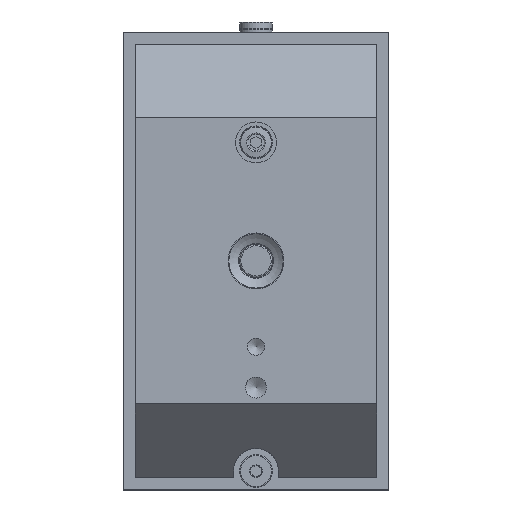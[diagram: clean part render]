
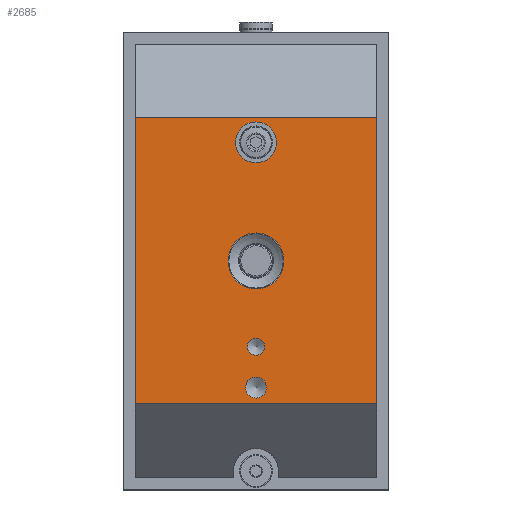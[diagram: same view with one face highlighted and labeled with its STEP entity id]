
A CAD part, top view. The second image highlights one B-rep face of the part: STEP entity #2685.
In plain terms, the highlighted planar face has unit normal (0, 0, 1).
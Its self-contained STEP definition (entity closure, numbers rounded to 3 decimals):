
#98=LINE('',#3748,#230);
#99=LINE('',#3751,#231);
#100=LINE('',#3753,#232);
#101=LINE('',#3755,#233);
#230=VECTOR('',#3121,1000.);
#231=VECTOR('',#3122,1000.);
#232=VECTOR('',#3123,1000.);
#233=VECTOR('',#3124,1000.);
#362=PLANE('',#2857);
#453=ORIENTED_EDGE('',*,*,#914,.T.);
#454=ORIENTED_EDGE('',*,*,#915,.T.);
#455=ORIENTED_EDGE('',*,*,#916,.T.);
#456=ORIENTED_EDGE('',*,*,#917,.T.);
#457=ORIENTED_EDGE('',*,*,#918,.T.);
#458=ORIENTED_EDGE('',*,*,#919,.T.);
#459=ORIENTED_EDGE('',*,*,#920,.T.);
#460=ORIENTED_EDGE('',*,*,#921,.T.);
#914=EDGE_CURVE('',#1145,#1145,#1321,.T.);
#915=EDGE_CURVE('',#1146,#1146,#1322,.T.);
#916=EDGE_CURVE('',#1147,#1147,#1323,.T.);
#917=EDGE_CURVE('',#1148,#1148,#1324,.T.);
#918=EDGE_CURVE('',#1149,#1150,#98,.T.);
#919=EDGE_CURVE('',#1150,#1151,#99,.T.);
#920=EDGE_CURVE('',#1151,#1152,#100,.T.);
#921=EDGE_CURVE('',#1152,#1149,#101,.T.);
#1145=VERTEX_POINT('',#3741);
#1146=VERTEX_POINT('',#3743);
#1147=VERTEX_POINT('',#3745);
#1148=VERTEX_POINT('',#3747);
#1149=VERTEX_POINT('',#3749);
#1150=VERTEX_POINT('',#3750);
#1151=VERTEX_POINT('',#3752);
#1152=VERTEX_POINT('',#3754);
#1321=CIRCLE('',#2858,2.575);
#1322=CIRCLE('',#2859,6.841);
#1323=CIRCLE('',#2860,2.1);
#1324=CIRCLE('',#2861,5.);
#1414=EDGE_LOOP('',(#453));
#1415=EDGE_LOOP('',(#454));
#1416=EDGE_LOOP('',(#455));
#1417=EDGE_LOOP('',(#456));
#1418=EDGE_LOOP('',(#457,#458,#459,#460));
#1626=FACE_BOUND('',#1414,.T.);
#1627=FACE_BOUND('',#1415,.T.);
#1628=FACE_BOUND('',#1416,.T.);
#1629=FACE_BOUND('',#1417,.T.);
#1630=FACE_BOUND('',#1418,.T.);
#2685=ADVANCED_FACE('',(#1626,#1627,#1628,#1629,#1630),#362,.F.);
#2857=AXIS2_PLACEMENT_3D('',#3739,#3111,#3112);
#2858=AXIS2_PLACEMENT_3D('',#3740,#3113,#3114);
#2859=AXIS2_PLACEMENT_3D('',#3742,#3115,#3116);
#2860=AXIS2_PLACEMENT_3D('',#3744,#3117,#3118);
#2861=AXIS2_PLACEMENT_3D('',#3746,#3119,#3120);
#3111=DIRECTION('',(0.,0.,-1.));
#3112=DIRECTION('',(-1.,0.,0.));
#3113=DIRECTION('',(0.,0.,-1.));
#3114=DIRECTION('',(0.,-1.,0.));
#3115=DIRECTION('',(0.,0.,-1.));
#3116=DIRECTION('',(-1.,0.,0.));
#3117=DIRECTION('',(0.,0.,-1.));
#3118=DIRECTION('',(0.,-1.,0.));
#3119=DIRECTION('',(0.,0.,-1.));
#3120=DIRECTION('',(0.,-1.,0.));
#3121=DIRECTION('',(0.,1.,0.));
#3122=DIRECTION('',(-1.,0.,0.));
#3123=DIRECTION('',(0.,-1.,0.));
#3124=DIRECTION('',(1.,0.,0.));
#3739=CARTESIAN_POINT('',(0.,0.,38.5));
#3740=CARTESIAN_POINT('',(0.,-31.,38.5));
#3741=CARTESIAN_POINT('',(0.,-33.575,38.5));
#3742=CARTESIAN_POINT('',(0.,0.,38.5));
#3743=CARTESIAN_POINT('',(-6.841,0.,38.5));
#3744=CARTESIAN_POINT('',(0.,-21.,38.5));
#3745=CARTESIAN_POINT('',(0.,-23.1,38.5));
#3746=CARTESIAN_POINT('',(0.,29.,38.5));
#3747=CARTESIAN_POINT('',(0.,24.,38.5));
#3748=CARTESIAN_POINT('',(29.5,-53.,38.5));
#3749=CARTESIAN_POINT('',(29.5,-35.,38.5));
#3750=CARTESIAN_POINT('',(29.5,35.,38.5));
#3751=CARTESIAN_POINT('',(-29.5,35.,38.5));
#3752=CARTESIAN_POINT('',(-29.5,35.,38.5));
#3753=CARTESIAN_POINT('',(-29.5,53.,38.5));
#3754=CARTESIAN_POINT('',(-29.5,-35.,38.5));
#3755=CARTESIAN_POINT('',(29.5,-35.,38.5));
